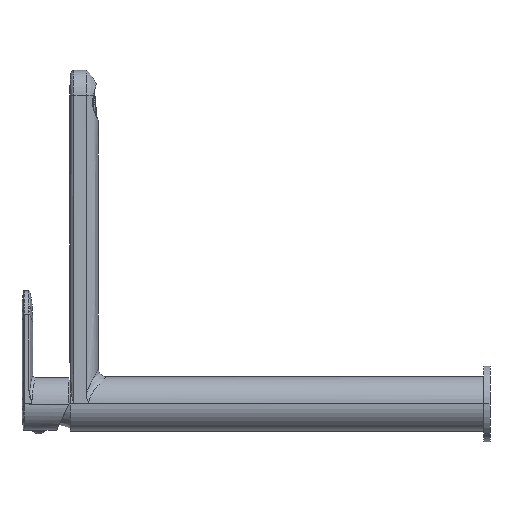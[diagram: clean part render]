
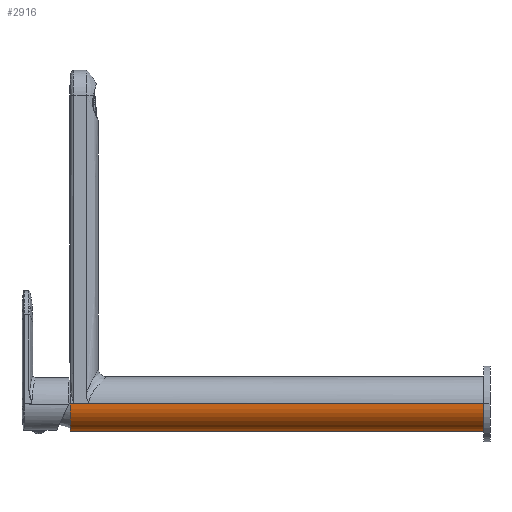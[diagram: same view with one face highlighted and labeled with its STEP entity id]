
A CAD part, left-side view. The second image highlights one B-rep face of the part: STEP entity #2916.
In plain terms, the highlighted cylindrical face has radius 18 mm (diameter 36 mm), a partial arc.
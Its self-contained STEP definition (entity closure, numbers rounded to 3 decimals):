
#787=DIRECTION('',(0.,1.,0.));
#788=VECTOR('',#787,274.);
#789=CARTESIAN_POINT('',(-18.,0.,0.));
#790=LINE('',#789,#788);
#959=CARTESIAN_POINT('',(0.,0.,0.));
#960=DIRECTION('',(0.,1.,0.));
#961=DIRECTION('',(1.,0.,0.));
#962=AXIS2_PLACEMENT_3D('',#959,#960,#961);
#964=DIRECTION('',(0.,1.,0.));
#965=VECTOR('',#964,274.);
#966=CARTESIAN_POINT('',(18.,0.,0.));
#967=LINE('',#966,#965);
#968=CARTESIAN_POINT('',(0.,274.,0.));
#969=DIRECTION('',(0.,1.,0.));
#970=DIRECTION('',(1.,0.,0.));
#971=AXIS2_PLACEMENT_3D('',#968,#969,#970);
#1761=CARTESIAN_POINT('',(18.,274.,0.));
#1762=CARTESIAN_POINT('',(-18.,274.,0.));
#1763=VERTEX_POINT('',#1761);
#1764=VERTEX_POINT('',#1762);
#1935=CARTESIAN_POINT('',(18.,0.,0.));
#1936=CARTESIAN_POINT('',(-18.,0.,0.));
#1937=VERTEX_POINT('',#1935);
#1938=VERTEX_POINT('',#1936);
#2904=CARTESIAN_POINT('',(0.,-1.5,0.));
#2905=DIRECTION('',(0.,1.,0.));
#2906=DIRECTION('',(1.,0.,0.));
#2907=AXIS2_PLACEMENT_3D('',#2904,#2905,#2906);
#2908=CYLINDRICAL_SURFACE('',#2907,18.);
#2909=ORIENTED_EDGE('',*,*,#2827,.F.);
#2910=ORIENTED_EDGE('',*,*,#2804,.T.);
#2912=ORIENTED_EDGE('',*,*,#2911,.T.);
#2913=ORIENTED_EDGE('',*,*,#2785,.F.);
#2914=EDGE_LOOP('',(#2909,#2910,#2912,#2913));
#2915=FACE_OUTER_BOUND('',#2914,.F.);
#2916=ADVANCED_FACE('',(#2915),#2908,.T.);
#963=CIRCLE('',#962,18.);
#972=CIRCLE('',#971,18.);
#2785=EDGE_CURVE('',#1938,#1764,#790,.T.);
#2804=EDGE_CURVE('',#1937,#1763,#967,.T.);
#2827=EDGE_CURVE('',#1937,#1938,#963,.T.);
#2911=EDGE_CURVE('',#1763,#1764,#972,.T.);
